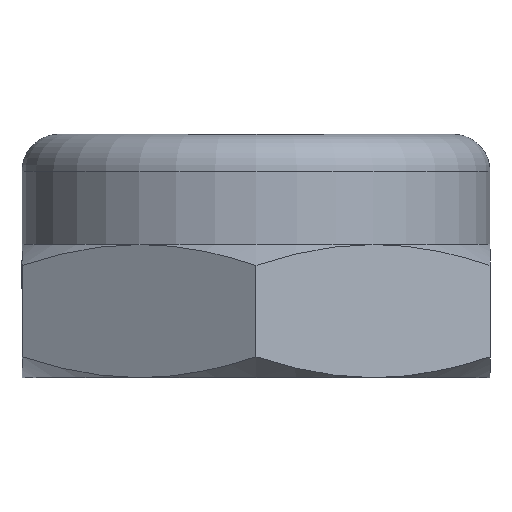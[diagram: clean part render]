
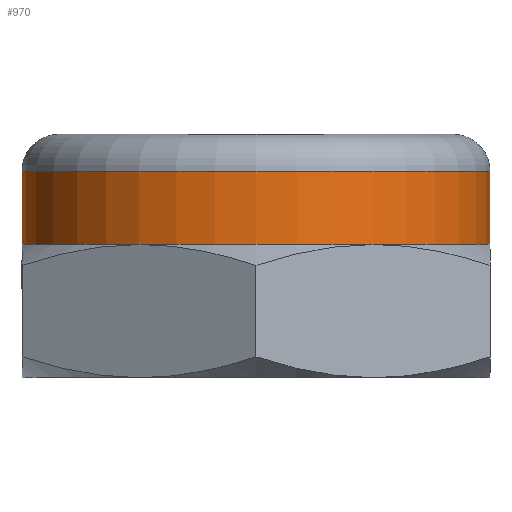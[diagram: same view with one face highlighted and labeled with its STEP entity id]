
A CAD part, front view. The second image highlights one B-rep face of the part: STEP entity #970.
In plain terms, the highlighted cylindrical face has radius 6.5 mm (diameter 13 mm), a partial arc.
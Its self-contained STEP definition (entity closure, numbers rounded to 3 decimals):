
#2 = AXIS2_PLACEMENT_3D ( 'NONE', #555, #785, #709 ) ;
#44 = DIRECTION ( 'NONE',  ( 0., 0., -1. ) ) ;
#86 = EDGE_CURVE ( 'NONE', #266, #810, #413, .T. ) ;
#95 = ORIENTED_EDGE ( 'NONE', *, *, #614, .F. ) ;
#143 = LINE ( 'NONE', #446, #675 ) ;
#190 = DIRECTION ( 'NONE',  ( 0., 0., 1. ) ) ;
#196 = LINE ( 'NONE', #854, #216 ) ;
#198 = DIRECTION ( 'NONE',  ( 0., 0., 1. ) ) ;
#216 = VECTOR ( 'NONE', #190, 1000. ) ;
#217 = ORIENTED_EDGE ( 'NONE', *, *, #837, .F. ) ;
#226 = CARTESIAN_POINT ( 'NONE',  ( 0., 0., 9.481 ) ) ;
#241 = ORIENTED_EDGE ( 'NONE', *, *, #804, .F. ) ;
#266 = VERTEX_POINT ( 'NONE', #685 ) ;
#281 = CARTESIAN_POINT ( 'NONE',  ( -6.5, 0., 0. ) ) ;
#314 = ORIENTED_EDGE ( 'NONE', *, *, #86, .F. ) ;
#332 = ORIENTED_EDGE ( 'NONE', *, *, #847, .T. ) ;
#389 = CIRCLE ( 'NONE', #726, 6.5 ) ;
#391 = EDGE_LOOP ( 'NONE', ( #95, #217, #314, #241, #332, #883 ) ) ;
#413 = CIRCLE ( 'NONE', #830, 6.5 ) ;
#415 = DIRECTION ( 'NONE',  ( -1., 0., 0. ) ) ;
#424 = CARTESIAN_POINT ( 'NONE',  ( 0., 0., 0. ) ) ;
#425 = CARTESIAN_POINT ( 'NONE',  ( -6.5, 0., 2.04 ) ) ;
#444 = VERTEX_POINT ( 'NONE', #281 ) ;
#446 = CARTESIAN_POINT ( 'NONE',  ( -6.5, 0., 9.481 ) ) ;
#470 = EDGE_CURVE ( 'NONE', #820, #894, #841, .T. ) ;
#488 = DIRECTION ( 'NONE',  ( 0., 0., -1. ) ) ;
#502 = DIRECTION ( 'NONE',  ( 1., 0., 0. ) ) ;
#505 = DIRECTION ( 'NONE',  ( 0., 0., 1. ) ) ;
#515 = CYLINDRICAL_SURFACE ( 'NONE', #889, 6.5 ) ;
#524 = VERTEX_POINT ( 'NONE', #967 ) ;
#555 = CARTESIAN_POINT ( 'NONE',  ( 0., 0., 0. ) ) ;
#614 = EDGE_CURVE ( 'NONE', #444, #820, #143, .T. ) ;
#633 = CARTESIAN_POINT ( 'NONE',  ( 0., 0., 0. ) ) ;
#637 = CARTESIAN_POINT ( 'NONE',  ( 6.5, 0., 2.04 ) ) ;
#640 = CIRCLE ( 'NONE', #2, 6.5 ) ;
#660 = DIRECTION ( 'NONE',  ( 1., 0., 0. ) ) ;
#675 = VECTOR ( 'NONE', #961, 1000. ) ;
#685 = CARTESIAN_POINT ( 'NONE',  ( 3.25, -5.629, 0. ) ) ;
#709 = DIRECTION ( 'NONE',  ( -1., 0., 0. ) ) ;
#726 = AXIS2_PLACEMENT_3D ( 'NONE', #633, #488, #415 ) ;
#785 = DIRECTION ( 'NONE',  ( 0., 0., -1. ) ) ;
#797 = CARTESIAN_POINT ( 'NONE',  ( -3.25, -5.629, 0. ) ) ;
#804 = EDGE_CURVE ( 'NONE', #524, #266, #389, .T. ) ;
#810 = VERTEX_POINT ( 'NONE', #797 ) ;
#820 = VERTEX_POINT ( 'NONE', #425 ) ;
#830 = AXIS2_PLACEMENT_3D ( 'NONE', #424, #44, #939 ) ;
#837 = EDGE_CURVE ( 'NONE', #810, #444, #640, .T. ) ;
#841 = CIRCLE ( 'NONE', #976, 6.5 ) ;
#847 = EDGE_CURVE ( 'NONE', #524, #894, #196, .T. ) ;
#854 = CARTESIAN_POINT ( 'NONE',  ( 6.5, 0., 9.481 ) ) ;
#866 = CARTESIAN_POINT ( 'NONE',  ( 0., 0., 2.04 ) ) ;
#883 = ORIENTED_EDGE ( 'NONE', *, *, #470, .F. ) ;
#889 = AXIS2_PLACEMENT_3D ( 'NONE', #226, #505, #660 ) ;
#894 = VERTEX_POINT ( 'NONE', #637 ) ;
#939 = DIRECTION ( 'NONE',  ( -1., 0., 0. ) ) ;
#960 = FACE_OUTER_BOUND ( 'NONE', #391, .T. ) ;
#961 = DIRECTION ( 'NONE',  ( 0., 0., 1. ) ) ;
#967 = CARTESIAN_POINT ( 'NONE',  ( 6.5, 0., 0. ) ) ;
#970 = ADVANCED_FACE ( 'NONE', ( #960 ), #515, .T. ) ;
#976 = AXIS2_PLACEMENT_3D ( 'NONE', #866, #198, #502 ) ;
